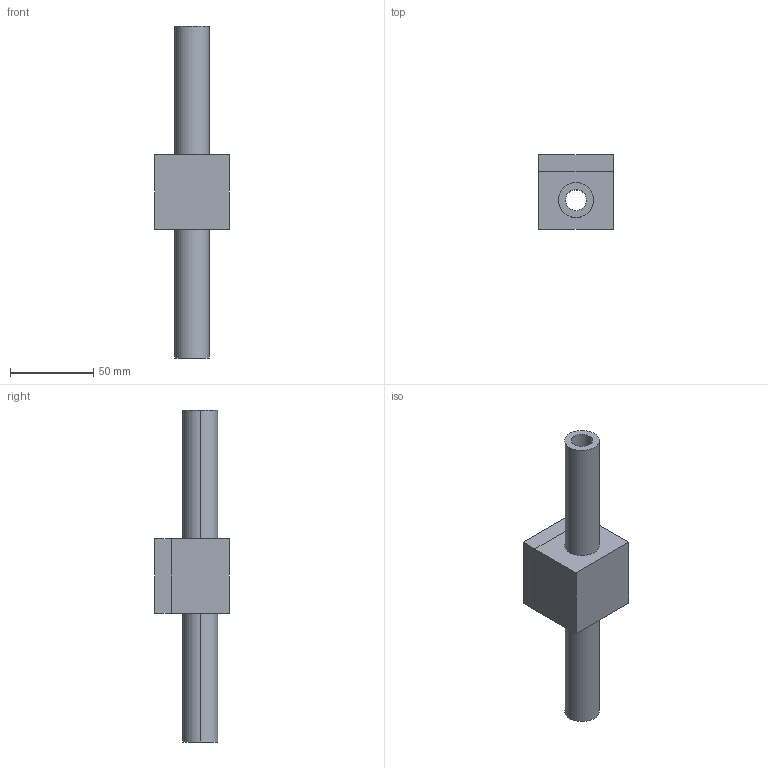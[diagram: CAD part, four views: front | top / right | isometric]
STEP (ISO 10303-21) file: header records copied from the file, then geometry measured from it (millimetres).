
FILE_DESCRIPTION (( 'STEP AP214' ), '1' );
FILE_NAME ('HIVE.STEP', '2024-03-20T18:59:10', ( '' ), ( '' ), 'SwSTEP 2.0', 'SolidWorks 2023', '' );
FILE_SCHEMA (( 'AUTOMOTIVE_DESIGN' ));
Length unit declared in the file: millimetre
Products named in the file (1): HIVE
Bounding box: 45 x 45 x 200 mm (x, y, z)
Volume: 119475.5 mm3; surface area: 34152.2 mm2
Topology: 2 solids, 2 shells, 20 faces, 42 edges, 28 vertices
Faces by surface type: plane 14, cylinder 6
Entity records: 574 total; most frequent: DIRECTION 96, CARTESIAN_POINT 91, ORIENTED_EDGE 84, EDGE_CURVE 42, AXIS2_PLACEMENT_3D 33, LINE 30, VECTOR 30, VERTEX_POINT 28
